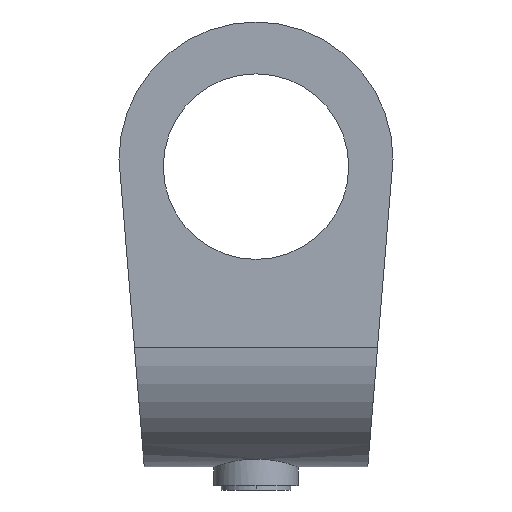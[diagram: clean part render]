
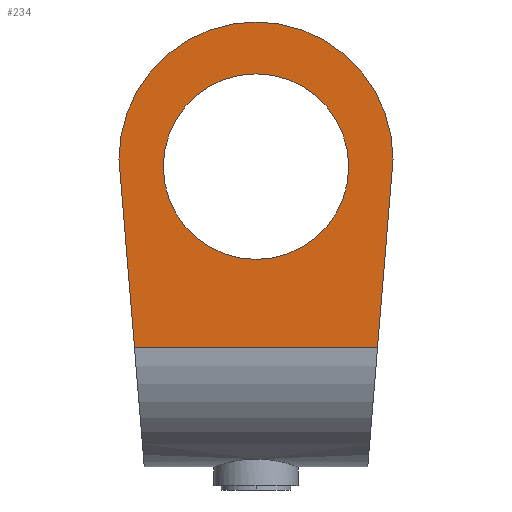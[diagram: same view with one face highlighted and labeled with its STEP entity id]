
A CAD part, front view. The second image highlights one B-rep face of the part: STEP entity #234.
In plain terms, the highlighted planar face has unit normal (0, -1, 0).
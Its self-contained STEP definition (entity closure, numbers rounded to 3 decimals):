
#23 = AXIS2_PLACEMENT_3D ( 'NONE', #1175, #1172, #1181 ) ;
#39 = CARTESIAN_POINT ( 'NONE',  ( -28.406, -28.2, -82.306 ) ) ;
#47 = DIRECTION ( 'NONE',  ( 0.082, 0., -0.997 ) ) ;
#135 = ORIENTED_EDGE ( 'NONE', *, *, #476, .T. ) ;
#141 = ORIENTED_EDGE ( 'NONE', *, *, #769, .F. ) ;
#165 = VERTEX_POINT ( 'NONE', #1267 ) ;
#175 = CARTESIAN_POINT ( 'NONE',  ( 0., -28.2, -32.5 ) ) ;
#179 = DIRECTION ( 'NONE',  ( 0., 0., 1. ) ) ;
#184 = ORIENTED_EDGE ( 'NONE', *, *, #455, .T. ) ;
#185 = DIRECTION ( 'NONE',  ( 0., -1., 0. ) ) ;
#216 = ORIENTED_EDGE ( 'NONE', *, *, #431, .F. ) ;
#234 = ADVANCED_FACE ( 'NONE', ( #955, #978 ), #1171, .F. ) ;
#237 = ORIENTED_EDGE ( 'NONE', *, *, #720, .T. ) ;
#262 = VERTEX_POINT ( 'NONE', #1159 ) ;
#269 = CARTESIAN_POINT ( 'NONE',  ( -32.5, -28.2, -32.5 ) ) ;
#279 = CARTESIAN_POINT ( 'NONE',  ( 0., -28.2, -56.3 ) ) ;
#281 = CARTESIAN_POINT ( 'NONE',  ( 0., -28.2, -32.5 ) ) ;
#285 = DIRECTION ( 'NONE',  ( 0., -1., 0. ) ) ;
#289 = VERTEX_POINT ( 'NONE', #862 ) ;
#305 = DIRECTION ( 'NONE',  ( 0., 0., 1. ) ) ;
#313 = CARTESIAN_POINT ( 'NONE',  ( 32.5, -28.2, -32.5 ) ) ;
#319 = CARTESIAN_POINT ( 'NONE',  ( 28.818, -28.2, -77.3 ) ) ;
#360 = DIRECTION ( 'NONE',  ( -1., 0., 0. ) ) ;
#373 = CARTESIAN_POINT ( 'NONE',  ( 32.5, -28.2, -77.3 ) ) ;
#375 = DIRECTION ( 'NONE',  ( 0., 0., 1. ) ) ;
#377 = DIRECTION ( 'NONE',  ( 0., 1., 0. ) ) ;
#378 = CARTESIAN_POINT ( 'NONE',  ( 0., -28.2, -34.3 ) ) ;
#387 = DIRECTION ( 'NONE',  ( -0.082, 0., -0.997 ) ) ;
#396 = CARTESIAN_POINT ( 'NONE',  ( 28.843, -28.2, -76.999 ) ) ;
#410 = EDGE_CURVE ( 'NONE', #289, #1295, #873, .T. ) ;
#431 = EDGE_CURVE ( 'NONE', #1196, #1053, #866, .T. ) ;
#446 = EDGE_CURVE ( 'NONE', #1196, #262, #853, .T. ) ;
#455 = EDGE_CURVE ( 'NONE', #262, #1325, #835, .T. ) ;
#476 = EDGE_CURVE ( 'NONE', #1325, #165, #825, .T. ) ;
#519 = DIRECTION ( 'NONE',  ( 0., 0., 1. ) ) ;
#535 = DIRECTION ( 'NONE',  ( 0., 1., 0. ) ) ;
#538 = CARTESIAN_POINT ( 'NONE',  ( 0., -28.2, -34.3 ) ) ;
#615 = VECTOR ( 'NONE', #360, 1000. ) ;
#618 = LINE ( 'NONE', #373, #615 ) ;
#639 = CIRCLE ( 'NONE', #1122, 22. ) ;
#720 = EDGE_CURVE ( 'NONE', #1295, #289, #639, .T. ) ;
#769 = EDGE_CURVE ( 'NONE', #1053, #165, #618, .T. ) ;
#810 = VECTOR ( 'NONE', #47, 1000. ) ;
#825 = LINE ( 'NONE', #39, #810 ) ;
#835 = CIRCLE ( 'NONE', #1290, 32.5 ) ;
#853 = CIRCLE ( 'NONE', #1301, 32.5 ) ;
#862 = CARTESIAN_POINT ( 'NONE',  ( 0., -28.2, -12.3 ) ) ;
#863 = VECTOR ( 'NONE', #387, 1000. ) ;
#866 = LINE ( 'NONE', #396, #863 ) ;
#873 = CIRCLE ( 'NONE', #1330, 22. ) ;
#955 = FACE_BOUND ( 'NONE', #1280, .T. ) ;
#978 = FACE_OUTER_BOUND ( 'NONE', #1438, .T. ) ;
#1053 = VERTEX_POINT ( 'NONE', #319 ) ;
#1122 = AXIS2_PLACEMENT_3D ( 'NONE', #378, #377, #375 ) ;
#1159 = CARTESIAN_POINT ( 'NONE',  ( 0., -28.2, 0. ) ) ;
#1171 = PLANE ( 'NONE',  #23 ) ;
#1172 = DIRECTION ( 'NONE',  ( 0., 1., 0. ) ) ;
#1175 = CARTESIAN_POINT ( 'NONE',  ( 32.5, -28.2, -77.3 ) ) ;
#1181 = DIRECTION ( 'NONE',  ( 0., 0., 1. ) ) ;
#1196 = VERTEX_POINT ( 'NONE', #313 ) ;
#1267 = CARTESIAN_POINT ( 'NONE',  ( -28.818, -28.2, -77.3 ) ) ;
#1280 = EDGE_LOOP ( 'NONE', ( #1375, #237 ) ) ;
#1290 = AXIS2_PLACEMENT_3D ( 'NONE', #175, #185, #179 ) ;
#1295 = VERTEX_POINT ( 'NONE', #279 ) ;
#1301 = AXIS2_PLACEMENT_3D ( 'NONE', #281, #285, #305 ) ;
#1325 = VERTEX_POINT ( 'NONE', #269 ) ;
#1330 = AXIS2_PLACEMENT_3D ( 'NONE', #538, #535, #519 ) ;
#1375 = ORIENTED_EDGE ( 'NONE', *, *, #410, .T. ) ;
#1386 = ORIENTED_EDGE ( 'NONE', *, *, #446, .T. ) ;
#1438 = EDGE_LOOP ( 'NONE', ( #216, #1386, #184, #135, #141 ) ) ;
